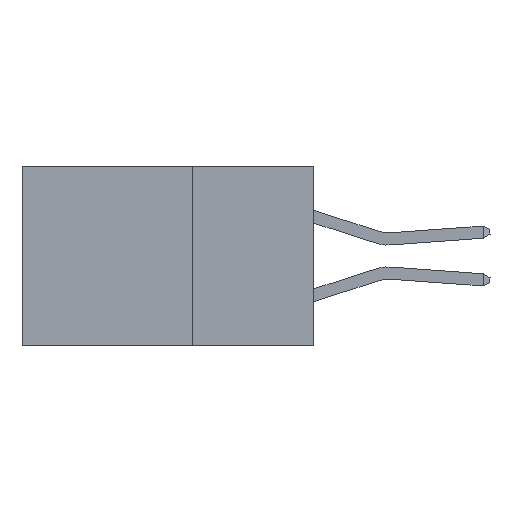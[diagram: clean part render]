
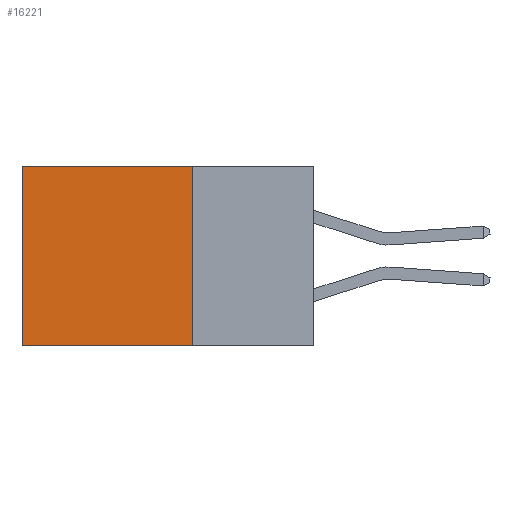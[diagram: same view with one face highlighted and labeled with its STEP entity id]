
A CAD part, left-side view. The second image highlights one B-rep face of the part: STEP entity #16221.
In plain terms, the highlighted planar face has unit normal (-1, 0, 0).
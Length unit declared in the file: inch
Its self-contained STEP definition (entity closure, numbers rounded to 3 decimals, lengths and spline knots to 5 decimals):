
#1358 = DIRECTION ( 'NONE',  ( 0., 1., 0. ) ) ;
#1736 = VECTOR ( 'NONE', #3793, 39.37008 ) ;
#1750 = VERTEX_POINT ( 'NONE', #4192 ) ;
#1797 = AXIS2_PLACEMENT_3D ( 'NONE', #3616, #6292, #24432 ) ;
#3583 = ORIENTED_EDGE ( 'NONE', *, *, #16897, .T. ) ;
#3616 = CARTESIAN_POINT ( 'NONE',  ( 0.2875, 0.25, 0. ) ) ;
#3793 = DIRECTION ( 'NONE',  ( 0., 0., -1. ) ) ;
#4192 = CARTESIAN_POINT ( 'NONE',  ( 0.2875, 0.25, 0. ) ) ;
#4922 = CARTESIAN_POINT ( 'NONE',  ( 0.2875, 0.25, -0.37 ) ) ;
#6292 = DIRECTION ( 'NONE',  ( 1., 0., 0. ) ) ;
#8188 = VERTEX_POINT ( 'NONE', #4922 ) ;
#8800 = EDGE_CURVE ( 'NONE', #1750, #9646, #20799, .T. ) ;
#9498 = EDGE_CURVE ( 'NONE', #8188, #10406, #13445, .T. ) ;
#9646 = VERTEX_POINT ( 'NONE', #15299 ) ;
#10096 = FACE_OUTER_BOUND ( 'NONE', #20154, .T. ) ;
#10406 = VERTEX_POINT ( 'NONE', #28158 ) ;
#13445 = LINE ( 'NONE', #22286, #26328 ) ;
#13911 = VECTOR ( 'NONE', #30658, 39.37008 ) ;
#15299 = CARTESIAN_POINT ( 'NONE',  ( 0.2875, 0.6, 0. ) ) ;
#16221 = ADVANCED_FACE ( 'NONE', ( #10096 ), #16662, .F. ) ;
#16662 = PLANE ( 'NONE',  #1797 ) ;
#16848 = CARTESIAN_POINT ( 'NONE',  ( 0.2875, 0.6, 0. ) ) ;
#16897 = EDGE_CURVE ( 'NONE', #9646, #10406, #23414, .T. ) ;
#18138 = EDGE_CURVE ( 'NONE', #1750, #8188, #19349, .T. ) ;
#19272 = DIRECTION ( 'NONE',  ( 0., 0., -1. ) ) ;
#19349 = LINE ( 'NONE', #24435, #32144 ) ;
#20154 = EDGE_LOOP ( 'NONE', ( #3583, #32562, #31033, #22022 ) ) ;
#20799 = LINE ( 'NONE', #28106, #13911 ) ;
#22022 = ORIENTED_EDGE ( 'NONE', *, *, #8800, .T. ) ;
#22286 = CARTESIAN_POINT ( 'NONE',  ( 0.2875, 0.25, -0.37 ) ) ;
#23414 = LINE ( 'NONE', #16848, #1736 ) ;
#24432 = DIRECTION ( 'NONE',  ( 0., 0., -1. ) ) ;
#24435 = CARTESIAN_POINT ( 'NONE',  ( 0.2875, 0.25, 0. ) ) ;
#26328 = VECTOR ( 'NONE', #1358, 39.37008 ) ;
#28106 = CARTESIAN_POINT ( 'NONE',  ( 0.2875, 0.25, 0. ) ) ;
#28158 = CARTESIAN_POINT ( 'NONE',  ( 0.2875, 0.6, -0.37 ) ) ;
#30658 = DIRECTION ( 'NONE',  ( 0., 1., 0. ) ) ;
#31033 = ORIENTED_EDGE ( 'NONE', *, *, #18138, .F. ) ;
#32144 = VECTOR ( 'NONE', #19272, 39.37008 ) ;
#32562 = ORIENTED_EDGE ( 'NONE', *, *, #9498, .F. ) ;
